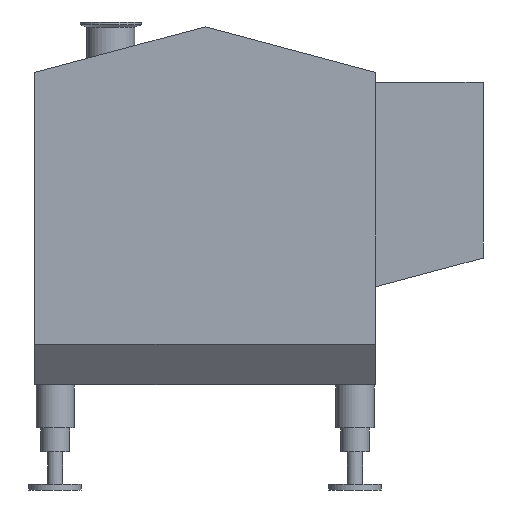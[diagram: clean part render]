
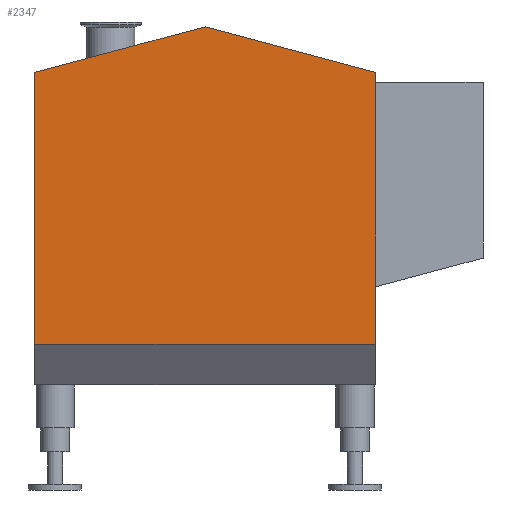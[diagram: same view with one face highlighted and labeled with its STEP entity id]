
A CAD part, left-side view. The second image highlights one B-rep face of the part: STEP entity #2347.
In plain terms, the highlighted planar face has unit normal (-1, 0, 0).
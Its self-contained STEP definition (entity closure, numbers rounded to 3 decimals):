
#77=LINE('',#3581,#288);
#78=LINE('',#3584,#289);
#82=LINE('',#3592,#293);
#83=LINE('',#3594,#294);
#84=LINE('',#3595,#295);
#288=VECTOR('',#2836,10.);
#289=VECTOR('',#2839,10.);
#293=VECTOR('',#2845,10.);
#294=VECTOR('',#2846,10.);
#295=VECTOR('',#2847,10.);
#540=FACE_OUTER_BOUND('',#693,.T.);
#693=EDGE_LOOP('',(#1570,#1571,#1572,#1573,#1574));
#982=VERTEX_POINT('',#3575);
#984=VERTEX_POINT('',#3579);
#985=VERTEX_POINT('',#3583);
#988=VERTEX_POINT('',#3591);
#989=VERTEX_POINT('',#3593);
#1209=EDGE_CURVE('',#982,#984,#77,.T.);
#1210=EDGE_CURVE('',#982,#985,#78,.T.);
#1214=EDGE_CURVE('',#988,#984,#82,.T.);
#1215=EDGE_CURVE('',#989,#988,#83,.T.);
#1216=EDGE_CURVE('',#985,#989,#84,.T.);
#1570=ORIENTED_EDGE('',*,*,#1209,.T.);
#1571=ORIENTED_EDGE('',*,*,#1214,.F.);
#1572=ORIENTED_EDGE('',*,*,#1215,.F.);
#1573=ORIENTED_EDGE('',*,*,#1216,.F.);
#1574=ORIENTED_EDGE('',*,*,#1210,.F.);
#2233=PLANE('',#2536);
#2347=ADVANCED_FACE('',(#540),#2233,.F.);
#2536=AXIS2_PLACEMENT_3D('',#3590,#2843,#2844);
#2836=DIRECTION('',(0.,-1.,0.));
#2839=DIRECTION('',(0.,0.,1.));
#2843=DIRECTION('center_axis',(1.,0.,0.));
#2844=DIRECTION('ref_axis',(0.,0.,-1.));
#2845=DIRECTION('',(0.,0.,-1.));
#2846=DIRECTION('',(0.,-0.966,-0.259));
#2847=DIRECTION('',(0.,-0.966,0.259));
#3575=CARTESIAN_POINT('',(-572.5,178.5,-157.516));
#3579=CARTESIAN_POINT('',(-572.5,-178.5,-157.516));
#3581=CARTESIAN_POINT('',(-572.5,0.,-157.516));
#3583=CARTESIAN_POINT('',(-572.5,178.5,127.171));
#3584=CARTESIAN_POINT('',(-572.5,178.5,-200.));
#3590=CARTESIAN_POINT('Origin',(-572.5,0.,-28.522));
#3591=CARTESIAN_POINT('',(-572.5,-178.5,127.171));
#3592=CARTESIAN_POINT('',(-572.5,-178.5,127.171));
#3593=CARTESIAN_POINT('',(-572.5,0.,175.));
#3594=CARTESIAN_POINT('',(-572.5,0.,175.));
#3595=CARTESIAN_POINT('',(-572.5,178.5,127.171));
